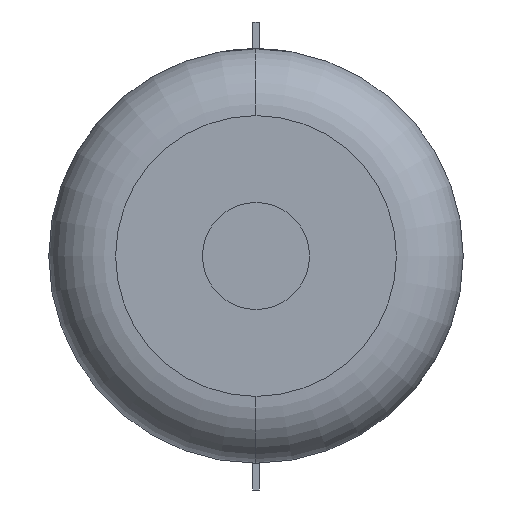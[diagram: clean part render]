
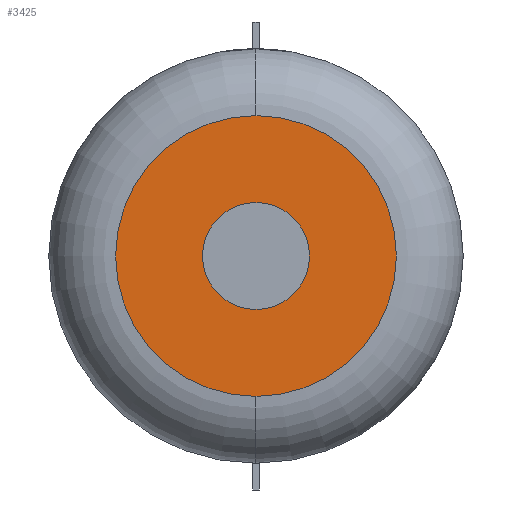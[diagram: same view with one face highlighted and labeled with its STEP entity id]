
A CAD part, left-side view. The second image highlights one B-rep face of the part: STEP entity #3425.
In plain terms, the highlighted planar face has unit normal (-1, 0, 0).
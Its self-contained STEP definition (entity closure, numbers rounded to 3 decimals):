
#58 = ORIENTED_EDGE ( 'NONE', *, *, #2491, .T. ) ;
#384 = DIRECTION ( 'NONE',  ( 0., 0., -1. ) ) ;
#651 = DIRECTION ( 'NONE',  ( 1., 0., 0. ) ) ;
#917 = AXIS2_PLACEMENT_3D ( 'NONE', #5964, #2520, #4844 ) ;
#963 = CARTESIAN_POINT ( 'NONE',  ( 0., 0., 0. ) ) ;
#987 = DIRECTION ( 'NONE',  ( 0., 0., -1. ) ) ;
#1524 = CARTESIAN_POINT ( 'NONE',  ( 0., 0., 0. ) ) ;
#2179 = VERTEX_POINT ( 'NONE', #2323 ) ;
#2263 = FACE_BOUND ( 'NONE', #4966, .T. ) ;
#2323 = CARTESIAN_POINT ( 'NONE',  ( 0., 0., 10.5 ) ) ;
#2491 = EDGE_CURVE ( 'NONE', #4359, #2179, #6410, .T. ) ;
#2499 = ORIENTED_EDGE ( 'NONE', *, *, #6223, .T. ) ;
#2520 = DIRECTION ( 'NONE',  ( -1., 0., 0. ) ) ;
#2695 = DIRECTION ( 'NONE',  ( -1., 0., 0. ) ) ;
#2910 = CARTESIAN_POINT ( 'NONE',  ( 0., 0., 0. ) ) ;
#3193 = CARTESIAN_POINT ( 'NONE',  ( 0., 0., 0. ) ) ;
#3346 = FACE_OUTER_BOUND ( 'NONE', #5767, .T. ) ;
#3425 = ADVANCED_FACE ( 'NONE', ( #3346, #2263 ), #7335, .F. ) ;
#3542 = VERTEX_POINT ( 'NONE', #6310 ) ;
#3760 = ORIENTED_EDGE ( 'NONE', *, *, #4229, .F. ) ;
#3957 = CARTESIAN_POINT ( 'NONE',  ( 0., 0., -10.5 ) ) ;
#4019 = DIRECTION ( 'NONE',  ( 0., 0., -1. ) ) ;
#4172 = CIRCLE ( 'NONE', #4659, 4. ) ;
#4229 = EDGE_CURVE ( 'NONE', #5038, #3542, #4172, .T. ) ;
#4250 = CIRCLE ( 'NONE', #4600, 10.5 ) ;
#4347 = AXIS2_PLACEMENT_3D ( 'NONE', #2910, #651, #4019 ) ;
#4359 = VERTEX_POINT ( 'NONE', #3957 ) ;
#4397 = DIRECTION ( 'NONE',  ( -1., 0., 0. ) ) ;
#4568 = CARTESIAN_POINT ( 'NONE',  ( 0., 0., -4. ) ) ;
#4600 = AXIS2_PLACEMENT_3D ( 'NONE', #963, #4397, #987 ) ;
#4659 = AXIS2_PLACEMENT_3D ( 'NONE', #3193, #2695, #384 ) ;
#4668 = CIRCLE ( 'NONE', #917, 4. ) ;
#4672 = AXIS2_PLACEMENT_3D ( 'NONE', #1524, #6093, #4978 ) ;
#4700 = EDGE_CURVE ( 'NONE', #3542, #5038, #4668, .T. ) ;
#4844 = DIRECTION ( 'NONE',  ( 0., 0., -1. ) ) ;
#4966 = EDGE_LOOP ( 'NONE', ( #3760, #6395 ) ) ;
#4978 = DIRECTION ( 'NONE',  ( 0., 0., -1. ) ) ;
#5038 = VERTEX_POINT ( 'NONE', #4568 ) ;
#5767 = EDGE_LOOP ( 'NONE', ( #58, #2499 ) ) ;
#5964 = CARTESIAN_POINT ( 'NONE',  ( 0., 0., 0. ) ) ;
#6093 = DIRECTION ( 'NONE',  ( -1., 0., 0. ) ) ;
#6223 = EDGE_CURVE ( 'NONE', #2179, #4359, #4250, .T. ) ;
#6310 = CARTESIAN_POINT ( 'NONE',  ( 0., 0., 4. ) ) ;
#6395 = ORIENTED_EDGE ( 'NONE', *, *, #4700, .F. ) ;
#6410 = CIRCLE ( 'NONE', #4672, 10.5 ) ;
#7335 = PLANE ( 'NONE',  #4347 ) ;
